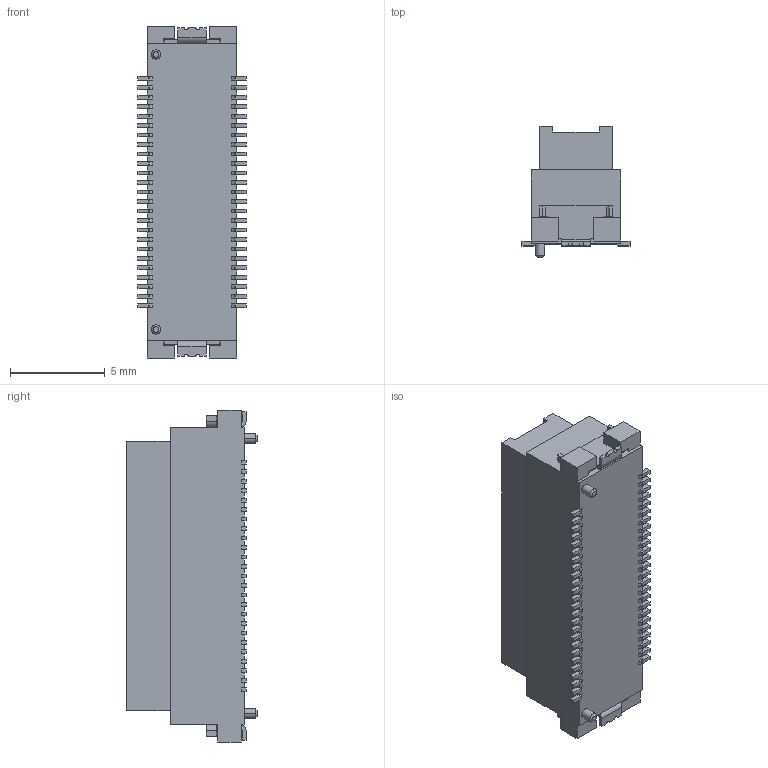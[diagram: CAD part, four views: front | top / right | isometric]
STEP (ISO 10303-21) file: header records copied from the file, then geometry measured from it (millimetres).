
FILE_DESCRIPTION(('OneSpaceDesigner STEP Export'),'2;1');
FILE_NAME('DF17(4_0)-50DP-0_5V.stp','2008-03-11T21:36:26',(''),(''),'OneSpace Designer STEP processor for AP214 (Solid Model)','OneSpace Modeling 15.00A 14-Mar-2007 (C) CoCreate Software GmbH','');
FILE_SCHEMA(('AUTOMOTIVE_DESIGN { 1 0 10303 214 1 1 1 1 }'));
Length unit declared in the file: millimetre
Products named in the file (1): DF17(4.0)-50DP-0.5V
Bounding box: 5.7 x 6.9 x 17.5 mm (x, y, z)
Volume: 334.1 mm3; surface area: 540.5 mm2
Topology: 1 solids, 1 shells, 1032 faces, 3080 edges, 2053 vertices
Faces by surface type: plane 758, cylinder 270, cone 4
Entity records: 34396 total; most frequent: ORIENTED_EDGE 6160, CARTESIAN_POINT 6143, DIRECTION 5653, EDGE_CURVE 3080, VECTOR 2527, LINE 2527, VERTEX_POINT 2053, AXIS2_PLACEMENT_3D 1563
